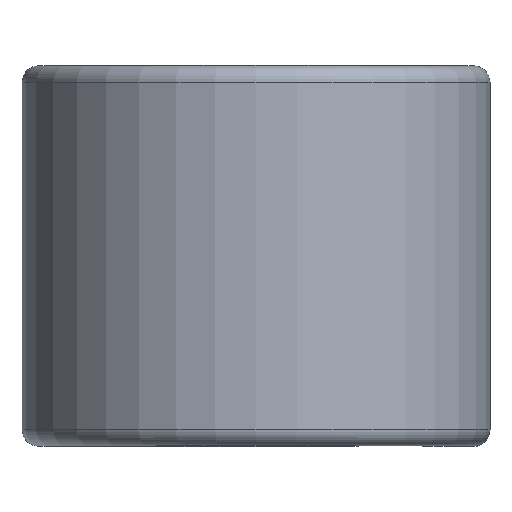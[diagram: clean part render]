
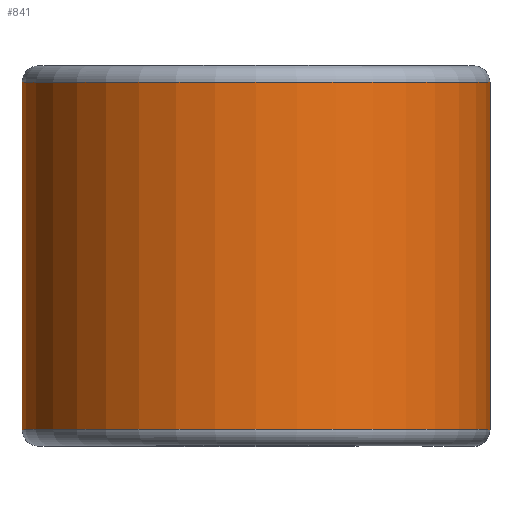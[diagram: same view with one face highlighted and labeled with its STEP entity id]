
A CAD part, top view. The second image highlights one B-rep face of the part: STEP entity #841.
In plain terms, the highlighted cylindrical face has radius 10.744 mm (diameter 21.488 mm), a partial arc.
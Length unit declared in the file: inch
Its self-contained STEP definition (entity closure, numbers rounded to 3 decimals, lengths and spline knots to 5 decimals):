
#58 = VERTEX_POINT ( 'NONE', #1375 ) ;
#123 = ORIENTED_EDGE ( 'NONE', *, *, #575, .F. ) ;
#165 = DIRECTION ( 'NONE',  ( 0., 0., -1. ) ) ;
#195 = CARTESIAN_POINT ( 'NONE',  ( 0.423, -0.31375, 0. ) ) ;
#252 = VERTEX_POINT ( 'NONE', #1027 ) ;
#273 = VERTEX_POINT ( 'NONE', #2040 ) ;
#344 = LINE ( 'NONE', #1497, #386 ) ;
#386 = VECTOR ( 'NONE', #419, 39.37008 ) ;
#419 = DIRECTION ( 'NONE',  ( 0., 1., 0. ) ) ;
#536 = CIRCLE ( 'NONE', #1257, 0.423 ) ;
#553 = AXIS2_PLACEMENT_3D ( 'NONE', #1805, #712, #1999 ) ;
#575 = EDGE_CURVE ( 'NONE', #252, #273, #907, .T. ) ;
#712 = DIRECTION ( 'NONE',  ( 0., -1., 0. ) ) ;
#841 = ADVANCED_FACE ( 'NONE', ( #1104 ), #1083, .T. ) ;
#907 = LINE ( 'NONE', #1633, #1173 ) ;
#910 = DIRECTION ( 'NONE',  ( 0., -1., 0. ) ) ;
#1027 = CARTESIAN_POINT ( 'NONE',  ( 0., -0.31375, -0.423 ) ) ;
#1056 = ORIENTED_EDGE ( 'NONE', *, *, #1512, .F. ) ;
#1083 = CYLINDRICAL_SURFACE ( 'NONE', #1166, 0.423 ) ;
#1104 = FACE_OUTER_BOUND ( 'NONE', #1773, .T. ) ;
#1166 = AXIS2_PLACEMENT_3D ( 'NONE', #1577, #910, #1547 ) ;
#1173 = VECTOR ( 'NONE', #2367, 39.37008 ) ;
#1245 = ORIENTED_EDGE ( 'NONE', *, *, #1261, .T. ) ;
#1257 = AXIS2_PLACEMENT_3D ( 'NONE', #2423, #1265, #165 ) ;
#1261 = EDGE_CURVE ( 'NONE', #2265, #58, #344, .T. ) ;
#1265 = DIRECTION ( 'NONE',  ( 0., -1., 0. ) ) ;
#1375 = CARTESIAN_POINT ( 'NONE',  ( 0.423, 0.31375, 0. ) ) ;
#1497 = CARTESIAN_POINT ( 'NONE',  ( 0.423, 0.31375, 0. ) ) ;
#1512 = EDGE_CURVE ( 'NONE', #2265, #252, #2403, .T. ) ;
#1547 = DIRECTION ( 'NONE',  ( 0., 0., -1. ) ) ;
#1577 = CARTESIAN_POINT ( 'NONE',  ( 0., 0.3125, 0. ) ) ;
#1633 = CARTESIAN_POINT ( 'NONE',  ( 0., 0.31375, -0.423 ) ) ;
#1773 = EDGE_LOOP ( 'NONE', ( #1245, #2291, #123, #1056 ) ) ;
#1805 = CARTESIAN_POINT ( 'NONE',  ( 0., -0.31375, 0. ) ) ;
#1999 = DIRECTION ( 'NONE',  ( 0., 0., -1. ) ) ;
#2040 = CARTESIAN_POINT ( 'NONE',  ( 0., 0.31375, -0.423 ) ) ;
#2145 = EDGE_CURVE ( 'NONE', #58, #273, #536, .T. ) ;
#2265 = VERTEX_POINT ( 'NONE', #195 ) ;
#2291 = ORIENTED_EDGE ( 'NONE', *, *, #2145, .T. ) ;
#2367 = DIRECTION ( 'NONE',  ( 0., 1., 0. ) ) ;
#2403 = CIRCLE ( 'NONE', #553, 0.423 ) ;
#2423 = CARTESIAN_POINT ( 'NONE',  ( 0., 0.31375, 0. ) ) ;
